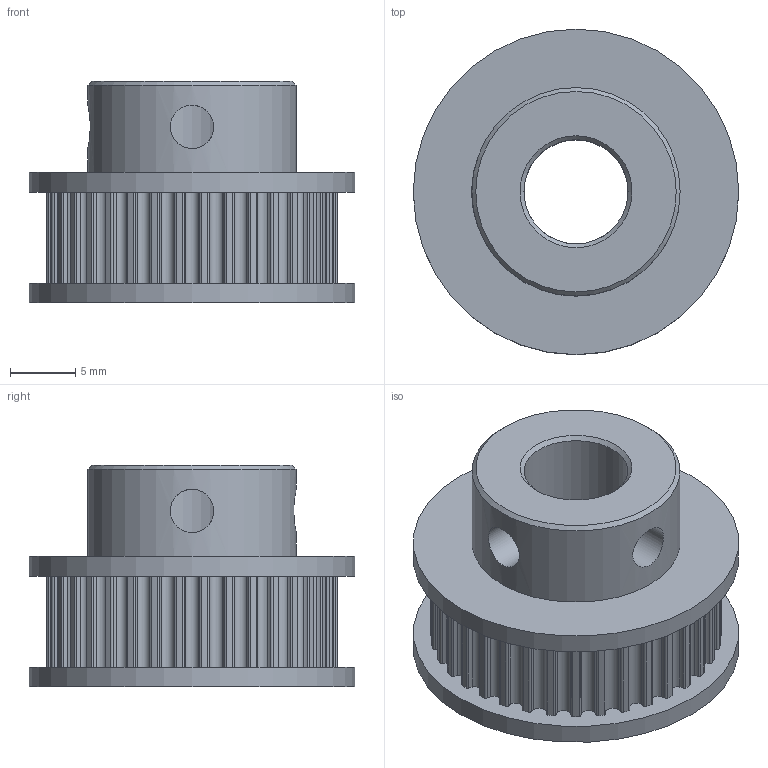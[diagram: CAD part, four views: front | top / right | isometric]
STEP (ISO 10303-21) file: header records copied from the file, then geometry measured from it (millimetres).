
FILE_DESCRIPTION(/* description */ ('','CAx-IF Rec.Pracs.---Representation and Presentation of Product Manufacturing Information (PMI)---4.0---2014-10-13'),/* implementation_level */ '2;1');
FILE_NAME(/* name */ 'GT2_36T_8mm-Bore_6mm-Belt v2.step',/* time_stamp */ '2025-01-11T10:36:17-08:00',/* author */ (''),/* organization */ (''),/* preprocessor_version */ 'ST-DEVELOPER v20',/* originating_system */ 'Autodesk Translation Framework v13.20.0.188',/* authorisation */ '');
FILE_SCHEMA (('AP242_MANAGED_MODEL_BASED_3D_ENGINEERING_MIM_LF { 1 0 10303 442 1 1 4 }'));
Length unit declared in the file: millimetre
Products named in the file (2): GT2_36T_8mm-Bore_6mm-Belt; GT2 Timing Pulley v2 v1
Assembly tree (1 placements, depth 2):
  GT2_36T_8mm-Bore_6mm-Belt
    GT2 Timing Pulley v2 v1
Bounding box: 25 x 25 x 17 mm (x, y, z)
Volume: 4529 mm3; surface area: 2878.7 mm2
Topology: 1 solids, 1 shells, 234 faces, 679 edges, 451 vertices
Faces by surface type: cylinder 223, plane 6, cone 4, bspline 1
Full cylindrical faces by diameter (mm): 3.332 x2, 8 x2, 16 x1, 25 x2
Entity records: 8258 total; most frequent: DIRECTION 1592, CARTESIAN_POINT 1577, ORIENTED_EDGE 1358, AXIS2_PLACEMENT_3D 682, EDGE_CURVE 679, VERTEX_POINT 451, CIRCLE 446, EDGE_LOOP 244
